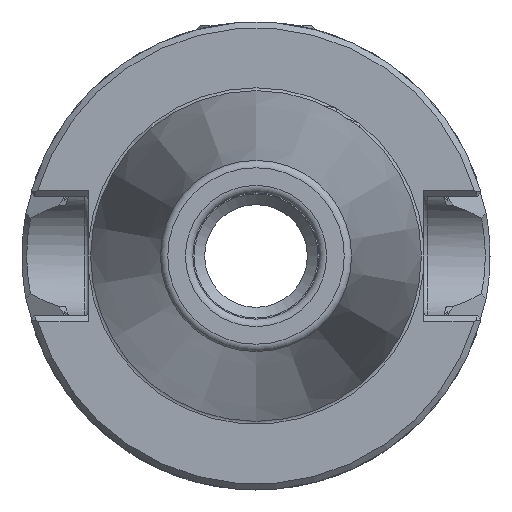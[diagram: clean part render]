
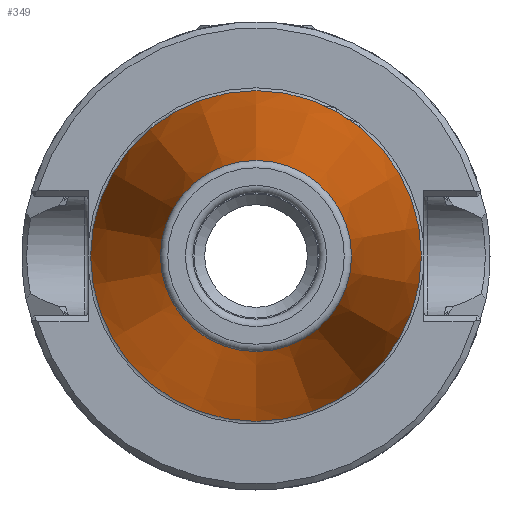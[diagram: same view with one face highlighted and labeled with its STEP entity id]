
A CAD part, left-side view. The second image highlights one B-rep face of the part: STEP entity #349.
In plain terms, the highlighted conical face has half-angle 8.297 degrees and reference radius 12.871 mm.
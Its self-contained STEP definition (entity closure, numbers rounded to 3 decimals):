
#349 = ADVANCED_FACE( '', ( #740, #741 ), #742, .T. );
#740 = FACE_OUTER_BOUND( '', #1173, .T. );
#741 = FACE_BOUND( '', #1174, .T. );
#742 = CONICAL_SURFACE( '', #1175, 12.871, 0.145 );
#1173 = EDGE_LOOP( '', ( #2056 ) );
#1174 = EDGE_LOOP( '', ( #2057 ) );
#1175 = AXIS2_PLACEMENT_3D( '', #2058, #2059, #2060 );
#2056 = ORIENTED_EDGE( '', *, *, #2291, .T. );
#2057 = ORIENTED_EDGE( '', *, *, #2585, .F. );
#2058 = CARTESIAN_POINT( '', ( -64.544, 0., 0. ) );
#2059 = DIRECTION( '', ( 1., 0., 0. ) );
#2060 = DIRECTION( '', ( 0., 0., -1. ) );
#2291 = EDGE_CURVE( '', #2718, #2718, #2719, .T. );
#2585 = EDGE_CURVE( '', #3135, #3135, #3136, .T. );
#2718 = VERTEX_POINT( '', #3546 );
#2719 = CIRCLE( '', #3547, 22.268 );
#3135 = VERTEX_POINT( '', #4502 );
#3136 = CIRCLE( '', #4503, 12.871 );
#3546 = CARTESIAN_POINT( '', ( -0.106, 0., 22.268 ) );
#3547 = AXIS2_PLACEMENT_3D( '', #4593, #4594, #4595 );
#4502 = CARTESIAN_POINT( '', ( -64.544, 0., 12.871 ) );
#4503 = AXIS2_PLACEMENT_3D( '', #4908, #4909, #4910 );
#4593 = CARTESIAN_POINT( '', ( -0.106, 0., 0. ) );
#4594 = DIRECTION( '', ( -1., 0., 0. ) );
#4595 = DIRECTION( '', ( 0., 0., 1. ) );
#4908 = CARTESIAN_POINT( '', ( -64.544, 0., 0. ) );
#4909 = DIRECTION( '', ( -1., 0., 0. ) );
#4910 = DIRECTION( '', ( 0., 0., 1. ) );
